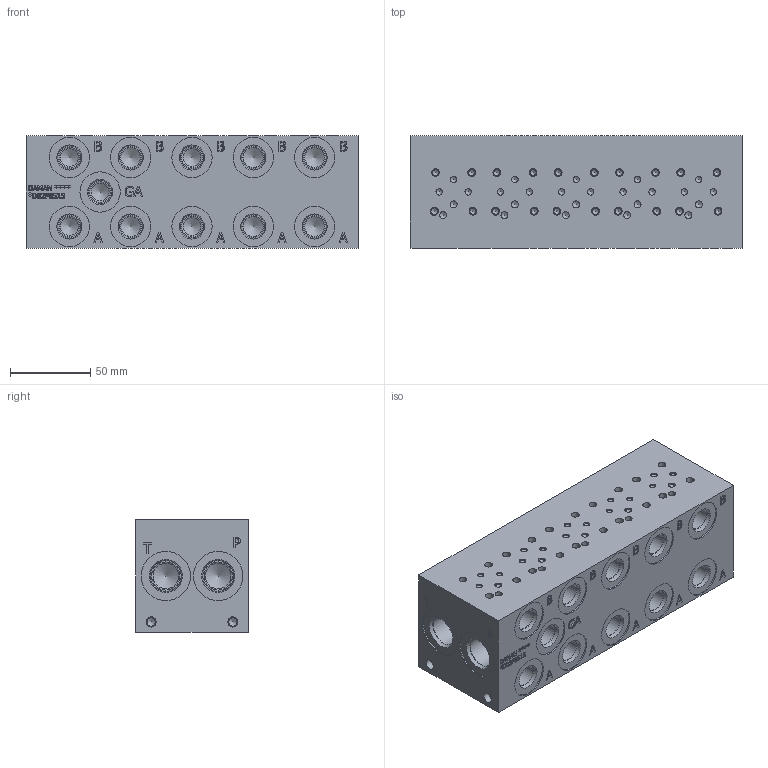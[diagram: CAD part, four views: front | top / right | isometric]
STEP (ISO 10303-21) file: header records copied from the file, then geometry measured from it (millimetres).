
FILE_DESCRIPTION(/* description */ (''),/* implementation_level */ '2;1');
FILE_NAME(/* name */ '_D02P051S.stp',/* time_stamp */ '2022-10-25T16:17:52-04:00',/* author */ ('mikeh'),/* organization */ (''),/* preprocessor_version */ 'ST-DEVELOPER v18',/* originating_system */ 'Autodesk Inventor 2020',/* authorisation */ '');
FILE_SCHEMA (('AUTOMOTIVE_DESIGN { 1 0 10303 214 3 1 1 }'));
Length unit declared in the file: millimetre
Products named in the file (1): Part_AD02P051S_3D
Bounding box: 206.38 x 69.85 x 69.85 mm (x, y, z)
Volume: 934605.8 mm3; surface area: 89052.6 mm2
Topology: 1 solids, 1 shells, 902 faces, 2468 edges, 1681 vertices
Faces by surface type: plane 456, bspline 189, cylinder 148, cone 109
Full cylindrical faces by diameter (mm): 3.785 x19, 3.962 x15, 4.216 x1, 4.343 x5, 4.369 x5, 4.826 x19, 5.004 x1, 5.105 x4, 6.35 x4, 11.125 x5, 12.294 x6, 12.9 x1, 12.903 x10, 14.275 x11, 14.529 x11, 15.875 x4, 17.501 x4, 19.05 x4, 19.253 x4, 25.019 x11, 30.632 x4
Entity records: 30063 total; most frequent: CARTESIAN_POINT 7445, ORIENTED_EDGE 4808, DIRECTION 4011, EDGE_CURVE 2404, VERTEX_POINT 1681, LINE 1469, VECTOR 1469, AXIS2_PLACEMENT_3D 1271
